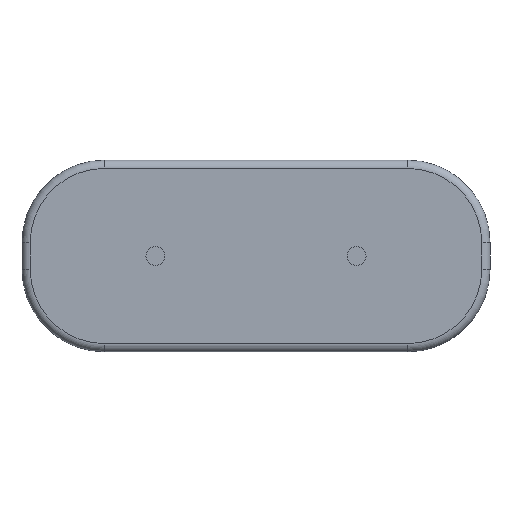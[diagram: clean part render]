
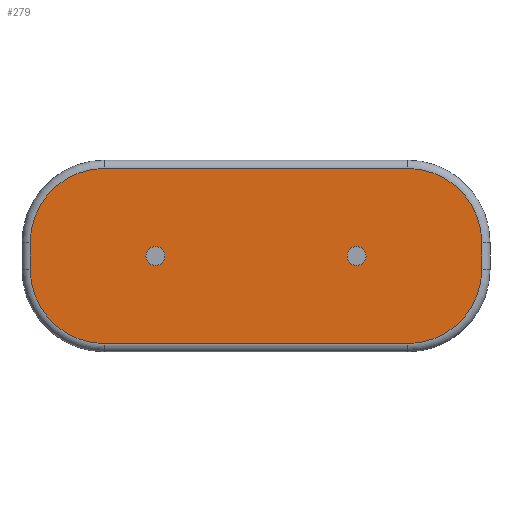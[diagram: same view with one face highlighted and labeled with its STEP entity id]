
A CAD part, front view. The second image highlights one B-rep face of the part: STEP entity #279.
In plain terms, the highlighted planar face has unit normal (0, -1, 0).
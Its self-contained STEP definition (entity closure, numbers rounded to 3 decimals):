
#27 = DIRECTION ( 'NONE',  ( 0., 0., 1. ) ) ;
#42 = EDGE_LOOP ( 'NONE', ( #1257, #1237 ) ) ;
#50 = VECTOR ( 'NONE', #1299, 1000. ) ;
#59 = CARTESIAN_POINT ( 'NONE',  ( 3.235, 0., -2.555 ) ) ;
#72 = EDGE_CURVE ( 'NONE', #418, #1311, #237, .T. ) ;
#76 = CIRCLE ( 'NONE', #571, 1.8 ) ;
#83 = FACE_OUTER_BOUND ( 'NONE', #828, .T. ) ;
#84 = ORIENTED_EDGE ( 'NONE', *, *, #855, .T. ) ;
#90 = DIRECTION ( 'NONE',  ( 0., -1., 0. ) ) ;
#115 = DIRECTION ( 'NONE',  ( 0., 0., 1. ) ) ;
#116 = AXIS2_PLACEMENT_3D ( 'NONE', #638, #747, #509 ) ;
#135 = DIRECTION ( 'NONE',  ( 0., -1., 0. ) ) ;
#143 = AXIS2_PLACEMENT_3D ( 'NONE', #720, #807, #699 ) ;
#146 = EDGE_CURVE ( 'NONE', #193, #254, #1354, .T. ) ;
#163 = CARTESIAN_POINT ( 'NONE',  ( 8.115, 0., -2.325 ) ) ;
#170 = PLANE ( 'NONE',  #116 ) ;
#174 = DIRECTION ( 'NONE',  ( 1., 0., 0. ) ) ;
#188 = CIRCLE ( 'NONE', #143, 0.23 ) ;
#190 = ORIENTED_EDGE ( 'NONE', *, *, #951, .T. ) ;
#193 = VERTEX_POINT ( 'NONE', #1361 ) ;
#195 = CIRCLE ( 'NONE', #955, 1.8 ) ;
#201 = CARTESIAN_POINT ( 'NONE',  ( 3.235, 0., -2.325 ) ) ;
#225 = CARTESIAN_POINT ( 'NONE',  ( 9.35, 0., -0.2 ) ) ;
#237 = LINE ( 'NONE', #779, #1119 ) ;
#239 = ORIENTED_EDGE ( 'NONE', *, *, #298, .F. ) ;
#240 = CARTESIAN_POINT ( 'NONE',  ( 2., 0., -2.65 ) ) ;
#248 = VERTEX_POINT ( 'NONE', #260 ) ;
#254 = VERTEX_POINT ( 'NONE', #630 ) ;
#255 = EDGE_CURVE ( 'NONE', #248, #526, #1195, .T. ) ;
#260 = CARTESIAN_POINT ( 'NONE',  ( 0.2, 0., -2. ) ) ;
#279 = ADVANCED_FACE ( 'NONE', ( #83, #624, #1063 ), #170, .F. ) ;
#298 = EDGE_CURVE ( 'NONE', #1251, #468, #328, .T. ) ;
#313 = CARTESIAN_POINT ( 'NONE',  ( 3.235, 0., -2.325 ) ) ;
#318 = VERTEX_POINT ( 'NONE', #735 ) ;
#328 = CIRCLE ( 'NONE', #657, 0.23 ) ;
#334 = ORIENTED_EDGE ( 'NONE', *, *, #255, .T. ) ;
#338 = CIRCLE ( 'NONE', #363, 1.8 ) ;
#340 = DIRECTION ( 'NONE',  ( 0., 0., 1. ) ) ;
#346 = CARTESIAN_POINT ( 'NONE',  ( 2., 0., -2. ) ) ;
#347 = EDGE_CURVE ( 'NONE', #468, #1251, #511, .T. ) ;
#363 = AXIS2_PLACEMENT_3D ( 'NONE', #346, #548, #115 ) ;
#380 = CIRCLE ( 'NONE', #562, 1.8 ) ;
#390 = ORIENTED_EDGE ( 'NONE', *, *, #72, .T. ) ;
#409 = CARTESIAN_POINT ( 'NONE',  ( 0.2, 0., -2.65 ) ) ;
#418 = VERTEX_POINT ( 'NONE', #1314 ) ;
#468 = VERTEX_POINT ( 'NONE', #565 ) ;
#478 = CARTESIAN_POINT ( 'NONE',  ( 9.35, 0., -2.65 ) ) ;
#493 = VECTOR ( 'NONE', #704, 1000. ) ;
#502 = DIRECTION ( 'NONE',  ( 0., 0., 1. ) ) ;
#509 = DIRECTION ( 'NONE',  ( 1., 0., 0. ) ) ;
#511 = CIRCLE ( 'NONE', #1326, 0.23 ) ;
#526 = VERTEX_POINT ( 'NONE', #1350 ) ;
#527 = DIRECTION ( 'NONE',  ( 0., -1., 0. ) ) ;
#530 = CARTESIAN_POINT ( 'NONE',  ( 11.15, 0., -2. ) ) ;
#547 = EDGE_CURVE ( 'NONE', #254, #193, #188, .T. ) ;
#548 = DIRECTION ( 'NONE',  ( 0., -1., 0. ) ) ;
#557 = EDGE_CURVE ( 'NONE', #1025, #418, #380, .T. ) ;
#562 = AXIS2_PLACEMENT_3D ( 'NONE', #478, #707, #27 ) ;
#565 = CARTESIAN_POINT ( 'NONE',  ( 3.235, 0., -2.095 ) ) ;
#571 = AXIS2_PLACEMENT_3D ( 'NONE', #240, #924, #1369 ) ;
#573 = LINE ( 'NONE', #1121, #493 ) ;
#577 = DIRECTION ( 'NONE',  ( 0., 0., 1. ) ) ;
#583 = VERTEX_POINT ( 'NONE', #1155 ) ;
#624 = FACE_BOUND ( 'NONE', #733, .T. ) ;
#630 = CARTESIAN_POINT ( 'NONE',  ( 8.115, 0., -2.095 ) ) ;
#638 = CARTESIAN_POINT ( 'NONE',  ( 2., 0., -2.65 ) ) ;
#657 = AXIS2_PLACEMENT_3D ( 'NONE', #201, #527, #502 ) ;
#690 = ORIENTED_EDGE ( 'NONE', *, *, #864, .T. ) ;
#699 = DIRECTION ( 'NONE',  ( 0., 0., 1. ) ) ;
#704 = DIRECTION ( 'NONE',  ( -1., 0., 0. ) ) ;
#707 = DIRECTION ( 'NONE',  ( 0., -1., 0. ) ) ;
#720 = CARTESIAN_POINT ( 'NONE',  ( 8.115, 0., -2.325 ) ) ;
#721 = ORIENTED_EDGE ( 'NONE', *, *, #557, .T. ) ;
#733 = EDGE_LOOP ( 'NONE', ( #1146, #239 ) ) ;
#735 = CARTESIAN_POINT ( 'NONE',  ( 2., 0., -0.2 ) ) ;
#747 = DIRECTION ( 'NONE',  ( 0., 1., 0. ) ) ;
#758 = VECTOR ( 'NONE', #174, 1000. ) ;
#779 = CARTESIAN_POINT ( 'NONE',  ( 11.15, 0., -2.65 ) ) ;
#798 = CARTESIAN_POINT ( 'NONE',  ( 9.35, 0., -4.45 ) ) ;
#807 = DIRECTION ( 'NONE',  ( 0., -1., 0. ) ) ;
#828 = EDGE_LOOP ( 'NONE', ( #390, #690, #190, #84, #334, #905, #965, #721 ) ) ;
#833 = DIRECTION ( 'NONE',  ( 0., 0., 1. ) ) ;
#840 = CARTESIAN_POINT ( 'NONE',  ( 2., 0., -4.45 ) ) ;
#855 = EDGE_CURVE ( 'NONE', #318, #248, #338, .T. ) ;
#864 = EDGE_CURVE ( 'NONE', #1311, #1358, #195, .T. ) ;
#905 = ORIENTED_EDGE ( 'NONE', *, *, #1038, .T. ) ;
#924 = DIRECTION ( 'NONE',  ( 0., -1., 0. ) ) ;
#951 = EDGE_CURVE ( 'NONE', #1358, #318, #573, .T. ) ;
#955 = AXIS2_PLACEMENT_3D ( 'NONE', #1199, #1220, #340 ) ;
#965 = ORIENTED_EDGE ( 'NONE', *, *, #1143, .T. ) ;
#1025 = VERTEX_POINT ( 'NONE', #798 ) ;
#1038 = EDGE_CURVE ( 'NONE', #526, #583, #76, .T. ) ;
#1050 = AXIS2_PLACEMENT_3D ( 'NONE', #163, #135, #1051 ) ;
#1051 = DIRECTION ( 'NONE',  ( 0., 0., 1. ) ) ;
#1063 = FACE_BOUND ( 'NONE', #42, .T. ) ;
#1074 = LINE ( 'NONE', #840, #758 ) ;
#1119 = VECTOR ( 'NONE', #577, 1000. ) ;
#1121 = CARTESIAN_POINT ( 'NONE',  ( 2., 0., -0.2 ) ) ;
#1143 = EDGE_CURVE ( 'NONE', #583, #1025, #1074, .T. ) ;
#1146 = ORIENTED_EDGE ( 'NONE', *, *, #347, .F. ) ;
#1155 = CARTESIAN_POINT ( 'NONE',  ( 2., 0., -4.45 ) ) ;
#1195 = LINE ( 'NONE', #409, #50 ) ;
#1199 = CARTESIAN_POINT ( 'NONE',  ( 9.35, 0., -2. ) ) ;
#1220 = DIRECTION ( 'NONE',  ( 0., -1., 0. ) ) ;
#1237 = ORIENTED_EDGE ( 'NONE', *, *, #146, .F. ) ;
#1251 = VERTEX_POINT ( 'NONE', #59 ) ;
#1257 = ORIENTED_EDGE ( 'NONE', *, *, #547, .F. ) ;
#1299 = DIRECTION ( 'NONE',  ( 0., 0., -1. ) ) ;
#1311 = VERTEX_POINT ( 'NONE', #530 ) ;
#1314 = CARTESIAN_POINT ( 'NONE',  ( 11.15, 0., -2.65 ) ) ;
#1326 = AXIS2_PLACEMENT_3D ( 'NONE', #313, #90, #833 ) ;
#1350 = CARTESIAN_POINT ( 'NONE',  ( 0.2, 0., -2.65 ) ) ;
#1354 = CIRCLE ( 'NONE', #1050, 0.23 ) ;
#1358 = VERTEX_POINT ( 'NONE', #225 ) ;
#1361 = CARTESIAN_POINT ( 'NONE',  ( 8.115, 0., -2.555 ) ) ;
#1369 = DIRECTION ( 'NONE',  ( 0., 0., 1. ) ) ;
